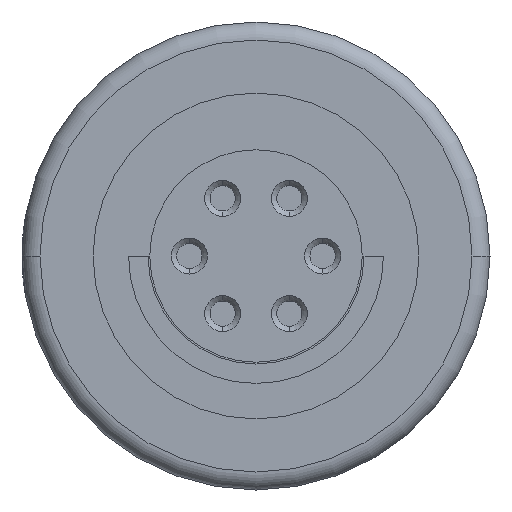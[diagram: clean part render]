
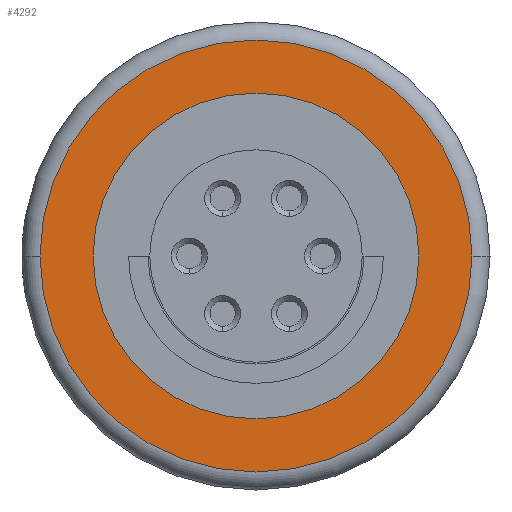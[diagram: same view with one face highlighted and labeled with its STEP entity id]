
A CAD part, left-side view. The second image highlights one B-rep face of the part: STEP entity #4292.
In plain terms, the highlighted planar face has unit normal (-1, 0, 0).
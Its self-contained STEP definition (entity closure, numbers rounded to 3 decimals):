
#1103=CARTESIAN_POINT('',(-11.,0.,0.));
#1104=DIRECTION('',(-1.,0.,0.));
#1105=DIRECTION('',(0.,-1.,0.));
#1106=AXIS2_PLACEMENT_3D('',#1103,#1104,#1105);
#1111=CARTESIAN_POINT('',(-11.,0.,0.));
#1112=DIRECTION('',(-1.,0.,0.));
#1113=DIRECTION('',(0.,1.,0.));
#1114=AXIS2_PLACEMENT_3D('',#1111,#1112,#1113);
#1119=CARTESIAN_POINT('',(-11.,0.,0.));
#1120=DIRECTION('',(1.,0.,0.));
#1121=DIRECTION('',(0.,1.,0.));
#1122=AXIS2_PLACEMENT_3D('',#1119,#1120,#1121);
#1141=CARTESIAN_POINT('',(-11.,0.,0.));
#1142=DIRECTION('',(-1.,0.,0.));
#1143=DIRECTION('',(0.,1.,0.));
#1144=AXIS2_PLACEMENT_3D('',#1141,#1142,#1143);
#3137=CARTESIAN_POINT('',(-11.,4.525,0.));
#3139=VERTEX_POINT('',#3137);
#3141=CARTESIAN_POINT('',(-11.,-4.525,0.));
#3143=VERTEX_POINT('',#3141);
#3245=CARTESIAN_POINT('',(-11.,-6.,0.));
#3246=CARTESIAN_POINT('',(-11.,6.,0.));
#3247=VERTEX_POINT('',#3245);
#3248=VERTEX_POINT('',#3246);
#4276=CARTESIAN_POINT('',(-11.,0.,0.));
#4277=DIRECTION('',(1.,0.,0.));
#4278=DIRECTION('',(0.,-1.,0.));
#4279=AXIS2_PLACEMENT_3D('',#4276,#4277,#4278);
#4280=PLANE('',#4279);
#4282=ORIENTED_EDGE('',*,*,#4281,.F.);
#4283=ORIENTED_EDGE('',*,*,#4266,.F.);
#4284=EDGE_LOOP('',(#4282,#4283));
#4285=FACE_OUTER_BOUND('',#4284,.F.);
#4287=ORIENTED_EDGE('',*,*,#4286,.F.);
#4289=ORIENTED_EDGE('',*,*,#4288,.T.);
#4290=EDGE_LOOP('',(#4287,#4289));
#4291=FACE_BOUND('',#4290,.F.);
#1107=CIRCLE('',#1106,6.);
#1115=CIRCLE('',#1114,6.);
#1123=CIRCLE('',#1122,4.525);
#1145=CIRCLE('',#1144,4.525);
#4266=EDGE_CURVE('',#3248,#3247,#1115,.T.);
#4281=EDGE_CURVE('',#3247,#3248,#1107,.T.);
#4286=EDGE_CURVE('',#3139,#3143,#1123,.T.);
#4288=EDGE_CURVE('',#3139,#3143,#1145,.T.);
#4292=ADVANCED_FACE('',(#4285,#4291),#4280,.F.);
